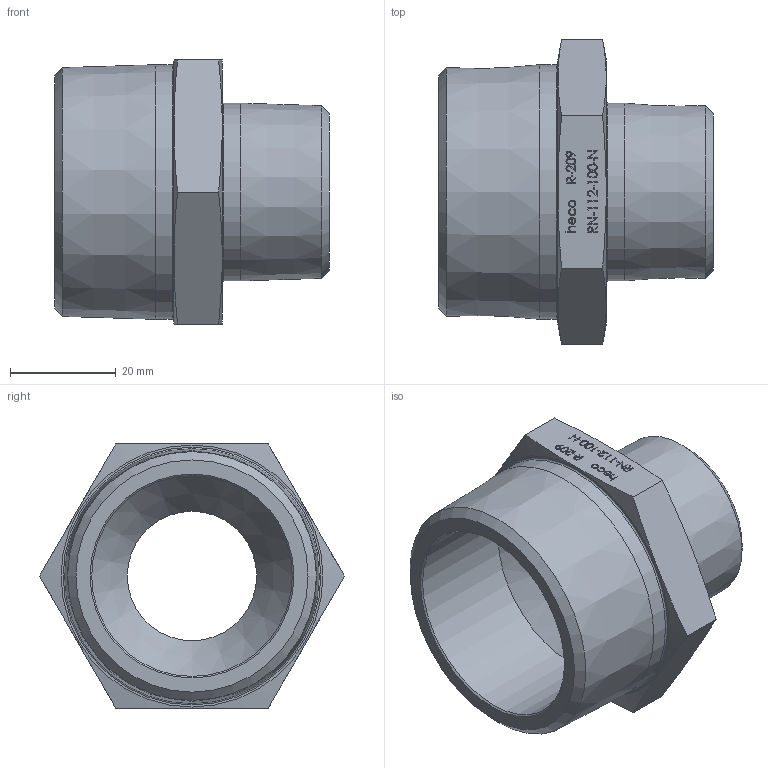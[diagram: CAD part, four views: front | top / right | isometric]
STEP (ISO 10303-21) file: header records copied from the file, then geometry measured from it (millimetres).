
FILE_DESCRIPTION (( 'STEP AP214' ), '1' );
FILE_NAME ('heco RN-112-100-N R-209 2011.STEP', '2020-11-04T14:39:45', ( '' ), ( '' ), 'SwSTEP 2.0', 'SolidWorks 2019', '' );
FILE_SCHEMA (( 'AUTOMOTIVE_DESIGN' ));
Length unit declared in the file: millimetre
Products named in the file (1): heco RN-112-100-N R-209 2011
Bounding box: 52 x 57.73 x 50.01 mm (x, y, z)
Volume: 36421.1 mm3; surface area: 14584.6 mm2
Topology: 1 solids, 1 shells, 251 faces, 648 edges, 430 vertices
Faces by surface type: plane 143, bspline 93, cone 9, cylinder 4, torus 2
Full cylindrical faces by diameter (mm): 24.5 x1, 33.649 x1, 38 x1, 48.203 x1
Entity records: 15573 total; most frequent: CARTESIAN_POINT 7752, ORIENTED_EDGE 1254, DIRECTION 765, EDGE_CURVE 627, VERTEX_POINT 424, VECTOR 411, LINE 411, EDGE_LOOP 299
